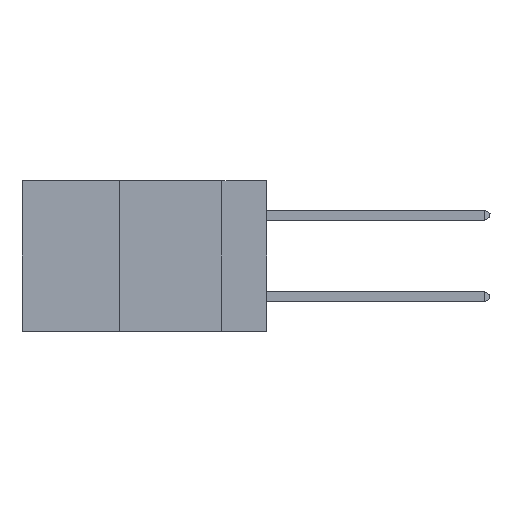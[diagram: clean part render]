
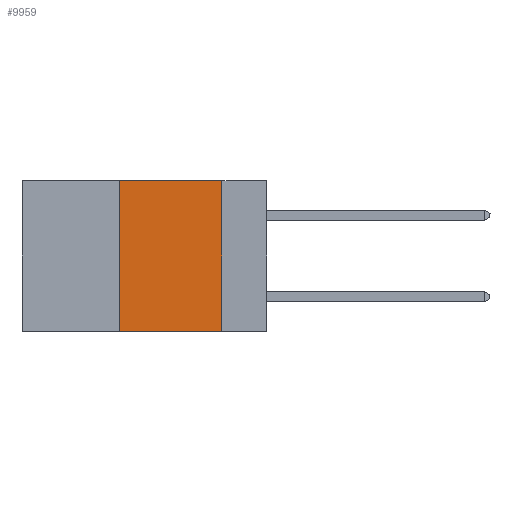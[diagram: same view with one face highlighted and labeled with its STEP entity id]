
A CAD part, left-side view. The second image highlights one B-rep face of the part: STEP entity #9959.
In plain terms, the highlighted planar face has unit normal (-1, 0, 0).
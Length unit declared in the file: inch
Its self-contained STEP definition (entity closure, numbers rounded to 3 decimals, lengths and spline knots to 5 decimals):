
#54 = DIRECTION ( 'NONE',  ( 0., 0., -1. ) ) ;
#897 = CARTESIAN_POINT ( 'NONE',  ( 0., 0.6, 0. ) ) ;
#984 = CARTESIAN_POINT ( 'NONE',  ( 0., 0.11, -0.37 ) ) ;
#1350 = CARTESIAN_POINT ( 'NONE',  ( 0., 0.6, -0.37 ) ) ;
#1551 = EDGE_CURVE ( 'NONE', #5344, #4060, #3485, .T. ) ;
#1594 = EDGE_LOOP ( 'NONE', ( #8155, #5297, #5848, #15635 ) ) ;
#2077 = DIRECTION ( 'NONE',  ( 0., -1., 0. ) ) ;
#2086 = DIRECTION ( 'NONE',  ( 0., 0., -1. ) ) ;
#2209 = CARTESIAN_POINT ( 'NONE',  ( 0., 0.36, 0. ) ) ;
#2325 = EDGE_CURVE ( 'NONE', #14531, #2679, #7916, .T. ) ;
#2679 = VERTEX_POINT ( 'NONE', #984 ) ;
#3485 = LINE ( 'NONE', #2209, #12854 ) ;
#3526 = DIRECTION ( 'NONE',  ( 1., 0., 0. ) ) ;
#4060 = VERTEX_POINT ( 'NONE', #8261 ) ;
#5297 = ORIENTED_EDGE ( 'NONE', *, *, #14396, .F. ) ;
#5344 = VERTEX_POINT ( 'NONE', #9273 ) ;
#5443 = CARTESIAN_POINT ( 'NONE',  ( 0., 0.11, 0. ) ) ;
#5848 = ORIENTED_EDGE ( 'NONE', *, *, #1551, .F. ) ;
#6055 = VECTOR ( 'NONE', #2077, 39.37008 ) ;
#7610 = LINE ( 'NONE', #1350, #14572 ) ;
#7916 = LINE ( 'NONE', #15729, #10781 ) ;
#8155 = ORIENTED_EDGE ( 'NONE', *, *, #2325, .F. ) ;
#8261 = CARTESIAN_POINT ( 'NONE',  ( 0., 0.36, 0. ) ) ;
#8486 = LINE ( 'NONE', #12336, #6055 ) ;
#9220 = EDGE_CURVE ( 'NONE', #5344, #2679, #7610, .T. ) ;
#9273 = CARTESIAN_POINT ( 'NONE',  ( 0., 0.36, -0.37 ) ) ;
#9959 = ADVANCED_FACE ( 'NONE', ( #13693 ), #11012, .F. ) ;
#10781 = VECTOR ( 'NONE', #54, 39.37008 ) ;
#10899 = DIRECTION ( 'NONE',  ( 0., 0., 1. ) ) ;
#11012 = PLANE ( 'NONE',  #13773 ) ;
#11628 = DIRECTION ( 'NONE',  ( 0., -1., 0. ) ) ;
#12336 = CARTESIAN_POINT ( 'NONE',  ( 0., 0.6, 0. ) ) ;
#12854 = VECTOR ( 'NONE', #10899, 39.37008 ) ;
#13693 = FACE_OUTER_BOUND ( 'NONE', #1594, .T. ) ;
#13773 = AXIS2_PLACEMENT_3D ( 'NONE', #897, #3526, #2086 ) ;
#14396 = EDGE_CURVE ( 'NONE', #4060, #14531, #8486, .T. ) ;
#14531 = VERTEX_POINT ( 'NONE', #5443 ) ;
#14572 = VECTOR ( 'NONE', #11628, 39.37008 ) ;
#15635 = ORIENTED_EDGE ( 'NONE', *, *, #9220, .T. ) ;
#15729 = CARTESIAN_POINT ( 'NONE',  ( 0., 0.11, 0. ) ) ;
